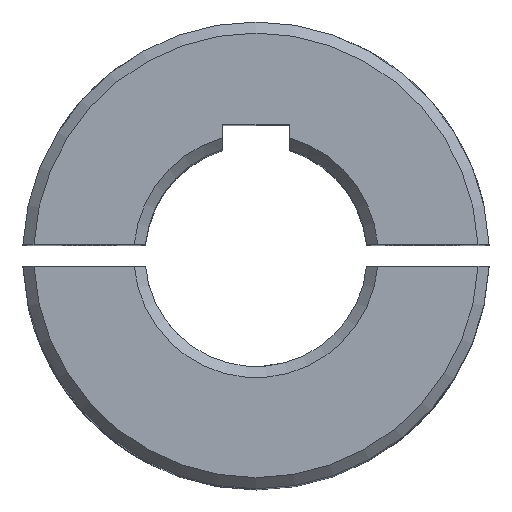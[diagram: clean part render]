
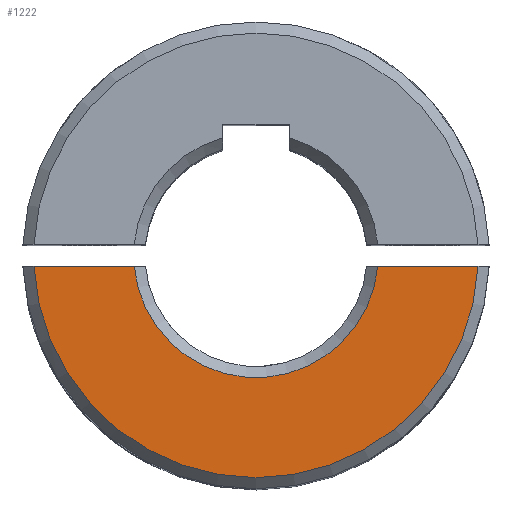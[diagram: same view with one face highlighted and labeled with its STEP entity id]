
A CAD part, top view. The second image highlights one B-rep face of the part: STEP entity #1222.
In plain terms, the highlighted planar face has unit normal (0, 0, 1).
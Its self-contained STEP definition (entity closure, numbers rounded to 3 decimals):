
#28=PLANE('',#1342);
#117=LINE('',#2129,#189);
#125=LINE('',#2182,#197);
#189=VECTOR('',#1443,10.);
#197=VECTOR('',#1475,10.);
#308=FACE_OUTER_BOUND('',#396,.T.);
#396=EDGE_LOOP('',(#963,#964,#965,#966));
#459=CIRCLE('',#1290,20.);
#478=CIRCLE('',#1318,11.);
#540=VERTEX_POINT('',#1750);
#541=VERTEX_POINT('',#1754);
#565=VERTEX_POINT('',#2128);
#580=VERTEX_POINT('',#2178);
#660=EDGE_CURVE('',#540,#541,#459,.T.);
#686=EDGE_CURVE('',#565,#541,#117,.T.);
#707=EDGE_CURVE('',#540,#580,#125,.T.);
#716=EDGE_CURVE('',#565,#580,#478,.T.);
#963=ORIENTED_EDGE('',*,*,#660,.F.);
#964=ORIENTED_EDGE('',*,*,#707,.T.);
#965=ORIENTED_EDGE('',*,*,#716,.F.);
#966=ORIENTED_EDGE('',*,*,#686,.T.);
#1222=ADVANCED_FACE('',(#308),#28,.T.);
#1290=AXIS2_PLACEMENT_3D('',#1755,#1421,#1422);
#1318=AXIS2_PLACEMENT_3D('',#2199,#1495,#1496);
#1342=AXIS2_PLACEMENT_3D('',#2233,#1549,#1550);
#1421=DIRECTION('center_axis',(0.,0.,-1.));
#1422=DIRECTION('ref_axis',(1.,0.,0.));
#1443=DIRECTION('',(-1.,0.,0.));
#1475=DIRECTION('',(-1.,0.,0.));
#1495=DIRECTION('center_axis',(0.,0.,1.));
#1496=DIRECTION('ref_axis',(-1.,0.,0.));
#1549=DIRECTION('center_axis',(0.,0.,1.));
#1550=DIRECTION('ref_axis',(1.,0.,0.));
#1750=CARTESIAN_POINT('',(19.975,-1.,65.));
#1754=CARTESIAN_POINT('',(-19.975,-1.,65.));
#1755=CARTESIAN_POINT('Origin',(0.,0.,65.));
#2128=CARTESIAN_POINT('',(-10.954,-1.,65.));
#2129=CARTESIAN_POINT('',(20.976,-1.,65.));
#2178=CARTESIAN_POINT('',(10.954,-1.,65.));
#2182=CARTESIAN_POINT('',(20.976,-1.,65.));
#2199=CARTESIAN_POINT('Origin',(0.,0.,65.));
#2233=CARTESIAN_POINT('Origin',(0.,-11.,65.));
